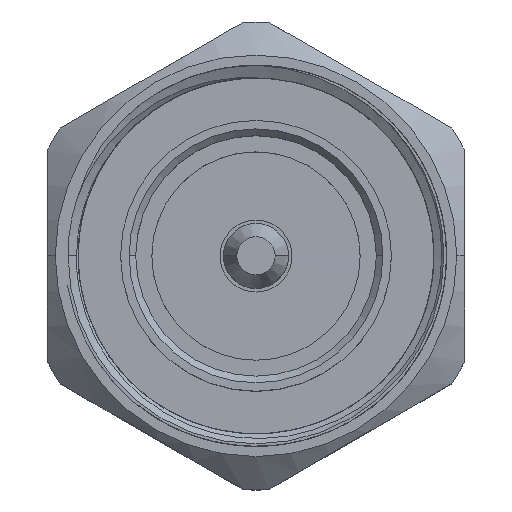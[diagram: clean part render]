
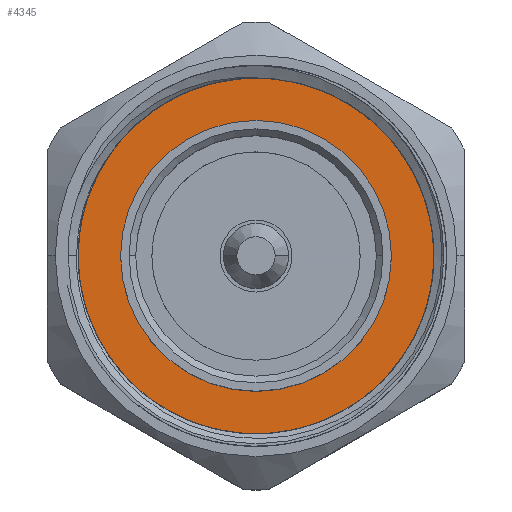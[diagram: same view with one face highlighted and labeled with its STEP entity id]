
A CAD part, top view. The second image highlights one B-rep face of the part: STEP entity #4345.
In plain terms, the highlighted face is planar.
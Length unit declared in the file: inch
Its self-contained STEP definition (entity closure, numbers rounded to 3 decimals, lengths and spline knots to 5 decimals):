
#691 = EDGE_CURVE ( 'NONE', #12113, #13032, #11411, .T. ) ;
#962 = ORIENTED_EDGE ( 'NONE', *, *, #14913, .F. ) ;
#1463 = DIRECTION ( 'NONE',  ( 0., 0., 1. ) ) ;
#1600 = CIRCLE ( 'NONE', #15094, 0.57237 ) ;
#2806 = DIRECTION ( 'NONE',  ( 0., 0., 1. ) ) ;
#4032 = EDGE_CURVE ( 'NONE', #13032, #12113, #1600, .T. ) ;
#4345 = ADVANCED_FACE ( 'NONE', ( #6460, #11401 ), #15146, .T. ) ;
#4429 = AXIS2_PLACEMENT_3D ( 'NONE', #6147, #5006, #13583 ) ;
#4566 = ORIENTED_EDGE ( 'NONE', *, *, #4032, .T. ) ;
#4793 = DIRECTION ( 'NONE',  ( -1., 0., 0. ) ) ;
#4911 = CIRCLE ( 'NONE', #13971, 0.40551 ) ;
#5006 = DIRECTION ( 'NONE',  ( -1., 0., 0. ) ) ;
#6091 = CARTESIAN_POINT ( 'NONE',  ( 0.39764, 0., 0.57237 ) ) ;
#6147 = CARTESIAN_POINT ( 'NONE',  ( 0.39764, 0., 0. ) ) ;
#6460 = FACE_OUTER_BOUND ( 'NONE', #14890, .T. ) ;
#7141 = CIRCLE ( 'NONE', #13342, 0.40551 ) ;
#7175 = VERTEX_POINT ( 'NONE', #13629 ) ;
#7421 = EDGE_CURVE ( 'NONE', #7175, #14660, #4911, .T. ) ;
#8499 = DIRECTION ( 'NONE',  ( 0., 0., 1. ) ) ;
#8966 = CARTESIAN_POINT ( 'NONE',  ( 0.39764, 0., 0. ) ) ;
#9140 = ORIENTED_EDGE ( 'NONE', *, *, #7421, .F. ) ;
#9743 = CARTESIAN_POINT ( 'NONE',  ( 0.39764, 0., 0. ) ) ;
#10132 = DIRECTION ( 'NONE',  ( -1., 0., 0. ) ) ;
#10969 = DIRECTION ( 'NONE',  ( -1., 0., 0. ) ) ;
#11401 = FACE_BOUND ( 'NONE', #14980, .T. ) ;
#11411 = CIRCLE ( 'NONE', #4429, 0.57237 ) ;
#11627 = CARTESIAN_POINT ( 'NONE',  ( 0.39764, 0., -0.57237 ) ) ;
#11699 = CARTESIAN_POINT ( 'NONE',  ( 0.39764, 0., -0.40551 ) ) ;
#12084 = ORIENTED_EDGE ( 'NONE', *, *, #691, .T. ) ;
#12113 = VERTEX_POINT ( 'NONE', #11627 ) ;
#12576 = CARTESIAN_POINT ( 'NONE',  ( 0.39764, 0., 0. ) ) ;
#13032 = VERTEX_POINT ( 'NONE', #6091 ) ;
#13342 = AXIS2_PLACEMENT_3D ( 'NONE', #12576, #10132, #1463 ) ;
#13549 = DIRECTION ( 'NONE',  ( 0., 0., 1. ) ) ;
#13583 = DIRECTION ( 'NONE',  ( 0., 0., 1. ) ) ;
#13629 = CARTESIAN_POINT ( 'NONE',  ( 0.39764, 0., 0.40551 ) ) ;
#13916 = DIRECTION ( 'NONE',  ( -1., 0., 0. ) ) ;
#13971 = AXIS2_PLACEMENT_3D ( 'NONE', #15742, #4793, #8499 ) ;
#14317 = AXIS2_PLACEMENT_3D ( 'NONE', #8966, #13916, #2806 ) ;
#14660 = VERTEX_POINT ( 'NONE', #11699 ) ;
#14890 = EDGE_LOOP ( 'NONE', ( #4566, #12084 ) ) ;
#14913 = EDGE_CURVE ( 'NONE', #14660, #7175, #7141, .T. ) ;
#14980 = EDGE_LOOP ( 'NONE', ( #962, #9140 ) ) ;
#15094 = AXIS2_PLACEMENT_3D ( 'NONE', #9743, #10969, #13549 ) ;
#15146 = PLANE ( 'NONE',  #14317 ) ;
#15742 = CARTESIAN_POINT ( 'NONE',  ( 0.39764, 0., 0. ) ) ;
